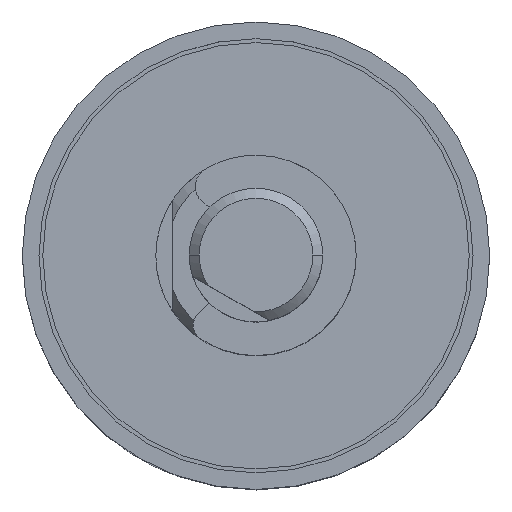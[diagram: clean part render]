
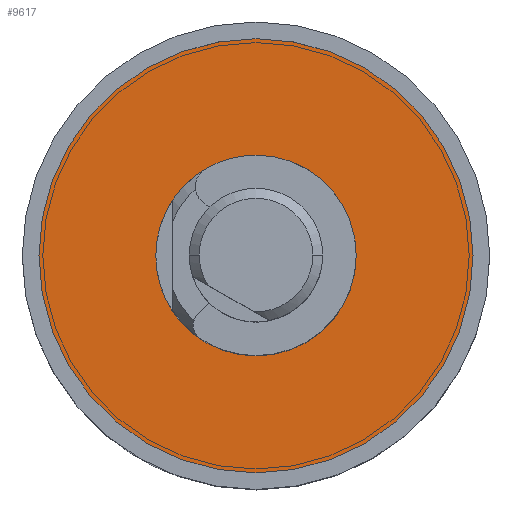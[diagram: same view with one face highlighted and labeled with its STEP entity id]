
A CAD part, top view. The second image highlights one B-rep face of the part: STEP entity #9617.
In plain terms, the highlighted planar face has unit normal (0, 0, 1).
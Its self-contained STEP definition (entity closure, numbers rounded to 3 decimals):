
#215 = DIRECTION ( 'NONE',  ( 0., 0., 1. ) ) ;
#381 = EDGE_CURVE ( 'NONE', #4008, #7481, #3999, .T. ) ;
#789 = DIRECTION ( 'NONE',  ( 0., 0., 1. ) ) ;
#1035 = EDGE_LOOP ( 'NONE', ( #2667, #5449 ) ) ;
#1363 = DIRECTION ( 'NONE',  ( -1., 0., 0. ) ) ;
#1418 = AXIS2_PLACEMENT_3D ( 'NONE', #1729, #1702, #2715 ) ;
#1702 = DIRECTION ( 'NONE',  ( 0., 0., 1. ) ) ;
#1729 = CARTESIAN_POINT ( 'NONE',  ( 0., 0., 0.5 ) ) ;
#1766 = AXIS2_PLACEMENT_3D ( 'NONE', #5868, #215, #9618 ) ;
#1841 = CARTESIAN_POINT ( 'NONE',  ( -3., 0., 0.5 ) ) ;
#2332 = DIRECTION ( 'NONE',  ( -1., 0., 0. ) ) ;
#2377 = DIRECTION ( 'NONE',  ( 0., 0., -1. ) ) ;
#2667 = ORIENTED_EDGE ( 'NONE', *, *, #4720, .T. ) ;
#2697 = EDGE_LOOP ( 'NONE', ( #7166, #8550 ) ) ;
#2715 = DIRECTION ( 'NONE',  ( 1., 0., 0. ) ) ;
#3417 = CARTESIAN_POINT ( 'NONE',  ( 0., 0., 0.5 ) ) ;
#3818 = CARTESIAN_POINT ( 'NONE',  ( 3., 0., 0.5 ) ) ;
#3999 = CIRCLE ( 'NONE', #5782, 3. ) ;
#4008 = VERTEX_POINT ( 'NONE', #1841 ) ;
#4050 = CIRCLE ( 'NONE', #1418, 6.5 ) ;
#4548 = CARTESIAN_POINT ( 'NONE',  ( 0., 0., 0.5 ) ) ;
#4720 = EDGE_CURVE ( 'NONE', #8990, #9512, #4050, .T. ) ;
#4922 = PLANE ( 'NONE',  #1766 ) ;
#5053 = CIRCLE ( 'NONE', #9662, 3. ) ;
#5449 = ORIENTED_EDGE ( 'NONE', *, *, #8731, .T. ) ;
#5586 = EDGE_CURVE ( 'NONE', #7481, #4008, #5053, .T. ) ;
#5782 = AXIS2_PLACEMENT_3D ( 'NONE', #3417, #2377, #1363 ) ;
#5868 = CARTESIAN_POINT ( 'NONE',  ( 3., 0., 0.5 ) ) ;
#7166 = ORIENTED_EDGE ( 'NONE', *, *, #381, .T. ) ;
#7481 = VERTEX_POINT ( 'NONE', #3818 ) ;
#7974 = CARTESIAN_POINT ( 'NONE',  ( 0., 0., 0.5 ) ) ;
#8375 = AXIS2_PLACEMENT_3D ( 'NONE', #4548, #789, #10141 ) ;
#8507 = CARTESIAN_POINT ( 'NONE',  ( 6.5, 0., 0.5 ) ) ;
#8550 = ORIENTED_EDGE ( 'NONE', *, *, #5586, .T. ) ;
#8635 = FACE_BOUND ( 'NONE', #2697, .T. ) ;
#8731 = EDGE_CURVE ( 'NONE', #9512, #8990, #9818, .T. ) ;
#8990 = VERTEX_POINT ( 'NONE', #8507 ) ;
#9033 = CARTESIAN_POINT ( 'NONE',  ( -6.5, 0., 0.5 ) ) ;
#9512 = VERTEX_POINT ( 'NONE', #9033 ) ;
#9617 = ADVANCED_FACE ( 'NONE', ( #8635, #9807 ), #4922, .T. ) ;
#9618 = DIRECTION ( 'NONE',  ( 1., 0., 0. ) ) ;
#9662 = AXIS2_PLACEMENT_3D ( 'NONE', #7974, #10731, #2332 ) ;
#9807 = FACE_OUTER_BOUND ( 'NONE', #1035, .T. ) ;
#9818 = CIRCLE ( 'NONE', #8375, 6.5 ) ;
#10141 = DIRECTION ( 'NONE',  ( 1., 0., 0. ) ) ;
#10731 = DIRECTION ( 'NONE',  ( 0., 0., -1. ) ) ;
